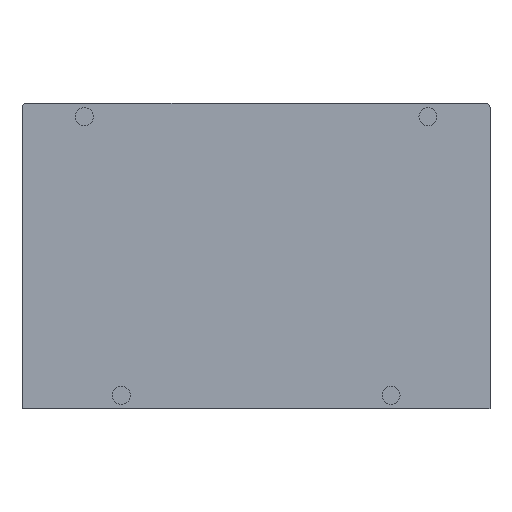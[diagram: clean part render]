
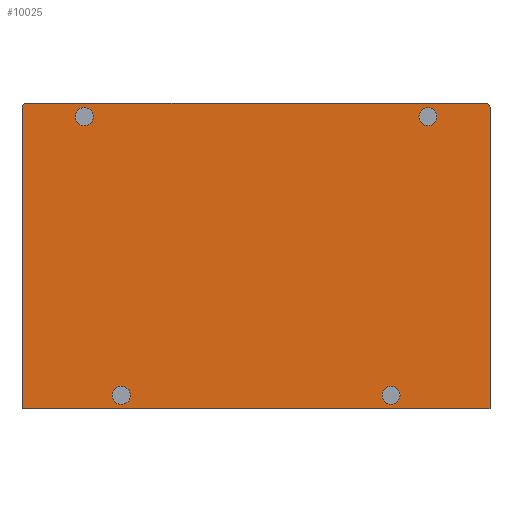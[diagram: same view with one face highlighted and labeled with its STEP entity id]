
A CAD part, front view. The second image highlights one B-rep face of the part: STEP entity #10025.
In plain terms, the highlighted planar face has unit normal (0, -1, 0).
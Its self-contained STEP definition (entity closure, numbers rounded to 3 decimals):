
#261 = EDGE_LOOP ( 'NONE', ( #26001, #28765 ) ) ;
#421 = VERTEX_POINT ( 'NONE', #4219 ) ;
#497 = CARTESIAN_POINT ( 'NONE',  ( -12.75, -15., 0. ) ) ;
#906 = VERTEX_POINT ( 'NONE', #6928 ) ;
#1059 = CARTESIAN_POINT ( 'NONE',  ( 13., -15., -17. ) ) ;
#1137 = DIRECTION ( 'NONE',  ( 0., 0., -1. ) ) ;
#1833 = EDGE_LOOP ( 'NONE', ( #8527, #10671 ) ) ;
#2106 = EDGE_CURVE ( 'NONE', #9608, #421, #24958, .T. ) ;
#2281 = EDGE_CURVE ( 'NONE', #29060, #38742, #14315, .T. ) ;
#2811 = VECTOR ( 'NONE', #6715, 1000. ) ;
#3047 = ORIENTED_EDGE ( 'NONE', *, *, #27662, .F. ) ;
#3283 = CARTESIAN_POINT ( 'NONE',  ( 13., -15., -17. ) ) ;
#3528 = CARTESIAN_POINT ( 'NONE',  ( -7.5, -15., -15.75 ) ) ;
#3538 = DIRECTION ( 'NONE',  ( 0., 0., -1. ) ) ;
#4113 = EDGE_CURVE ( 'NONE', #7367, #38456, #6418, .T. ) ;
#4219 = CARTESIAN_POINT ( 'NONE',  ( 13., -15., -0.25 ) ) ;
#4639 = EDGE_CURVE ( 'NONE', #17813, #15537, #19156, .T. ) ;
#4714 = CIRCLE ( 'NONE', #18807, 0.5 ) ;
#5155 = CIRCLE ( 'NONE', #37841, 0.5 ) ;
#5359 = AXIS2_PLACEMENT_3D ( 'NONE', #17609, #15187, #33650 ) ;
#5452 = DIRECTION ( 'NONE',  ( 0., -1., 0. ) ) ;
#5600 = DIRECTION ( 'NONE',  ( 0., 0., -1. ) ) ;
#6212 = CARTESIAN_POINT ( 'NONE',  ( -9.55, -15., -0.75 ) ) ;
#6418 = LINE ( 'NONE', #10010, #19194 ) ;
#6715 = DIRECTION ( 'NONE',  ( 1., 0., 0. ) ) ;
#6928 = CARTESIAN_POINT ( 'NONE',  ( 7.5, -15., -16.75 ) ) ;
#6981 = AXIS2_PLACEMENT_3D ( 'NONE', #20868, #33088, #5600 ) ;
#7213 = CARTESIAN_POINT ( 'NONE',  ( 7.5, -15., -16.25 ) ) ;
#7367 = VERTEX_POINT ( 'NONE', #34887 ) ;
#7687 = ORIENTED_EDGE ( 'NONE', *, *, #12849, .T. ) ;
#7945 = DIRECTION ( 'NONE',  ( 0., 0., -1. ) ) ;
#8527 = ORIENTED_EDGE ( 'NONE', *, *, #2281, .F. ) ;
#8565 = ORIENTED_EDGE ( 'NONE', *, *, #4639, .F. ) ;
#9463 = AXIS2_PLACEMENT_3D ( 'NONE', #30328, #5452, #21120 ) ;
#9608 = VERTEX_POINT ( 'NONE', #3283 ) ;
#9626 = DIRECTION ( 'NONE',  ( 0., 0., -1. ) ) ;
#9919 = CARTESIAN_POINT ( 'NONE',  ( -9.55, -15., -1.25 ) ) ;
#9979 = CARTESIAN_POINT ( 'NONE',  ( -13., -15., -0.25 ) ) ;
#10010 = CARTESIAN_POINT ( 'NONE',  ( -13., -15., -17. ) ) ;
#10025 = ADVANCED_FACE ( 'NONE', ( #14685, #30724, #11453, #23914, #15467 ), #17902, .T. ) ;
#10671 = ORIENTED_EDGE ( 'NONE', *, *, #12170, .F. ) ;
#11079 = ORIENTED_EDGE ( 'NONE', *, *, #39657, .F. ) ;
#11212 = DIRECTION ( 'NONE',  ( 0., -1., 0. ) ) ;
#11341 = EDGE_LOOP ( 'NONE', ( #8565, #3047 ) ) ;
#11453 = FACE_OUTER_BOUND ( 'NONE', #31525, .T. ) ;
#12170 = EDGE_CURVE ( 'NONE', #38742, #29060, #19186, .T. ) ;
#12644 = ORIENTED_EDGE ( 'NONE', *, *, #14748, .T. ) ;
#12849 = EDGE_CURVE ( 'NONE', #7367, #9608, #20277, .T. ) ;
#13022 = DIRECTION ( 'NONE',  ( 0., 0., 1. ) ) ;
#13145 = DIRECTION ( 'NONE',  ( 0., -1., 0. ) ) ;
#13984 = AXIS2_PLACEMENT_3D ( 'NONE', #32501, #11212, #26668 ) ;
#14315 = CIRCLE ( 'NONE', #5359, 0.5 ) ;
#14412 = EDGE_CURVE ( 'NONE', #906, #35825, #21049, .T. ) ;
#14564 = CIRCLE ( 'NONE', #22250, 0.5 ) ;
#14637 = AXIS2_PLACEMENT_3D ( 'NONE', #38847, #35442, #7945 ) ;
#14684 = AXIS2_PLACEMENT_3D ( 'NONE', #37672, #22226, #1137 ) ;
#14685 = FACE_BOUND ( 'NONE', #1833, .T. ) ;
#14748 = EDGE_CURVE ( 'NONE', #33700, #38456, #36976, .T. ) ;
#15187 = DIRECTION ( 'NONE',  ( 0., -1., 0. ) ) ;
#15276 = CARTESIAN_POINT ( 'NONE',  ( 9.55, -15., -0.75 ) ) ;
#15467 = FACE_BOUND ( 'NONE', #261, .T. ) ;
#15537 = VERTEX_POINT ( 'NONE', #32249 ) ;
#15921 = ORIENTED_EDGE ( 'NONE', *, *, #2106, .T. ) ;
#15985 = DIRECTION ( 'NONE',  ( 0., 0., -1. ) ) ;
#16121 = DIRECTION ( 'NONE',  ( 0., 0., 1. ) ) ;
#16461 = CARTESIAN_POINT ( 'NONE',  ( 12.75, -15., 0. ) ) ;
#17609 = CARTESIAN_POINT ( 'NONE',  ( -7.5, -15., -16.25 ) ) ;
#17813 = VERTEX_POINT ( 'NONE', #28035 ) ;
#17902 = PLANE ( 'NONE',  #9463 ) ;
#18171 = VECTOR ( 'NONE', #16121, 1000. ) ;
#18807 = AXIS2_PLACEMENT_3D ( 'NONE', #34036, #33453, #3538 ) ;
#18870 = DIRECTION ( 'NONE',  ( 0., -1., 0. ) ) ;
#18882 = DIRECTION ( 'NONE',  ( 0., -1., 0. ) ) ;
#19156 = CIRCLE ( 'NONE', #14637, 0.5 ) ;
#19186 = CIRCLE ( 'NONE', #6981, 0.5 ) ;
#19194 = VECTOR ( 'NONE', #13022, 1000. ) ;
#19537 = CARTESIAN_POINT ( 'NONE',  ( -13., -15., -17. ) ) ;
#19714 = CARTESIAN_POINT ( 'NONE',  ( 7.5, -15., -15.75 ) ) ;
#20277 = LINE ( 'NONE', #19537, #33261 ) ;
#20568 = EDGE_CURVE ( 'NONE', #33700, #27812, #25377, .T. ) ;
#20868 = CARTESIAN_POINT ( 'NONE',  ( -7.5, -15., -16.25 ) ) ;
#21049 = CIRCLE ( 'NONE', #13984, 0.5 ) ;
#21120 = DIRECTION ( 'NONE',  ( 0., 0., -1. ) ) ;
#22226 = DIRECTION ( 'NONE',  ( 0., -1., 0. ) ) ;
#22250 = AXIS2_PLACEMENT_3D ( 'NONE', #15276, #30731, #28099 ) ;
#22603 = EDGE_LOOP ( 'NONE', ( #11079, #25165 ) ) ;
#23093 = EDGE_CURVE ( 'NONE', #35825, #906, #32409, .T. ) ;
#23914 = FACE_BOUND ( 'NONE', #11341, .T. ) ;
#24958 = LINE ( 'NONE', #1059, #18171 ) ;
#25096 = DIRECTION ( 'NONE',  ( 0., 0., -1. ) ) ;
#25165 = ORIENTED_EDGE ( 'NONE', *, *, #35982, .F. ) ;
#25377 = LINE ( 'NONE', #31408, #2811 ) ;
#26001 = ORIENTED_EDGE ( 'NONE', *, *, #23093, .F. ) ;
#26086 = AXIS2_PLACEMENT_3D ( 'NONE', #32021, #13145, #15985 ) ;
#26339 = ORIENTED_EDGE ( 'NONE', *, *, #20568, .F. ) ;
#26668 = DIRECTION ( 'NONE',  ( 0., 0., -1. ) ) ;
#26928 = ORIENTED_EDGE ( 'NONE', *, *, #36605, .T. ) ;
#27059 = ORIENTED_EDGE ( 'NONE', *, *, #4113, .F. ) ;
#27662 = EDGE_CURVE ( 'NONE', #15537, #17813, #14564, .T. ) ;
#27812 = VERTEX_POINT ( 'NONE', #16461 ) ;
#28035 = CARTESIAN_POINT ( 'NONE',  ( 9.55, -15., -0.25 ) ) ;
#28099 = DIRECTION ( 'NONE',  ( 0., 0., -1. ) ) ;
#28765 = ORIENTED_EDGE ( 'NONE', *, *, #14412, .F. ) ;
#29060 = VERTEX_POINT ( 'NONE', #3528 ) ;
#29501 = DIRECTION ( 'NONE',  ( 1., 0., 0. ) ) ;
#30328 = CARTESIAN_POINT ( 'NONE',  ( -13., -15., -17. ) ) ;
#30724 = FACE_BOUND ( 'NONE', #22603, .T. ) ;
#30731 = DIRECTION ( 'NONE',  ( 0., -1., 0. ) ) ;
#31408 = CARTESIAN_POINT ( 'NONE',  ( -13., -15., 0. ) ) ;
#31525 = EDGE_LOOP ( 'NONE', ( #26339, #12644, #27059, #7687, #15921, #26928 ) ) ;
#31798 = CARTESIAN_POINT ( 'NONE',  ( -7.5, -15., -16.75 ) ) ;
#32021 = CARTESIAN_POINT ( 'NONE',  ( -12.75, -15., -0.25 ) ) ;
#32249 = CARTESIAN_POINT ( 'NONE',  ( 9.55, -15., -1.25 ) ) ;
#32409 = CIRCLE ( 'NONE', #39467, 0.5 ) ;
#32501 = CARTESIAN_POINT ( 'NONE',  ( 7.5, -15., -16.25 ) ) ;
#32513 = VERTEX_POINT ( 'NONE', #9919 ) ;
#33088 = DIRECTION ( 'NONE',  ( 0., -1., 0. ) ) ;
#33218 = VERTEX_POINT ( 'NONE', #35489 ) ;
#33261 = VECTOR ( 'NONE', #29501, 1000. ) ;
#33453 = DIRECTION ( 'NONE',  ( 0., -1., 0. ) ) ;
#33650 = DIRECTION ( 'NONE',  ( 0., 0., -1. ) ) ;
#33700 = VERTEX_POINT ( 'NONE', #497 ) ;
#34036 = CARTESIAN_POINT ( 'NONE',  ( -9.55, -15., -0.75 ) ) ;
#34887 = CARTESIAN_POINT ( 'NONE',  ( -13., -15., -17. ) ) ;
#35442 = DIRECTION ( 'NONE',  ( 0., -1., 0. ) ) ;
#35489 = CARTESIAN_POINT ( 'NONE',  ( -9.55, -15., -0.25 ) ) ;
#35825 = VERTEX_POINT ( 'NONE', #19714 ) ;
#35982 = EDGE_CURVE ( 'NONE', #32513, #33218, #5155, .T. ) ;
#36605 = EDGE_CURVE ( 'NONE', #421, #27812, #37746, .T. ) ;
#36976 = CIRCLE ( 'NONE', #26086, 0.25 ) ;
#37672 = CARTESIAN_POINT ( 'NONE',  ( 12.75, -15., -0.25 ) ) ;
#37746 = CIRCLE ( 'NONE', #14684, 0.25 ) ;
#37841 = AXIS2_PLACEMENT_3D ( 'NONE', #6212, #18870, #9626 ) ;
#38456 = VERTEX_POINT ( 'NONE', #9979 ) ;
#38742 = VERTEX_POINT ( 'NONE', #31798 ) ;
#38847 = CARTESIAN_POINT ( 'NONE',  ( 9.55, -15., -0.75 ) ) ;
#39467 = AXIS2_PLACEMENT_3D ( 'NONE', #7213, #18882, #25096 ) ;
#39657 = EDGE_CURVE ( 'NONE', #33218, #32513, #4714, .T. ) ;
